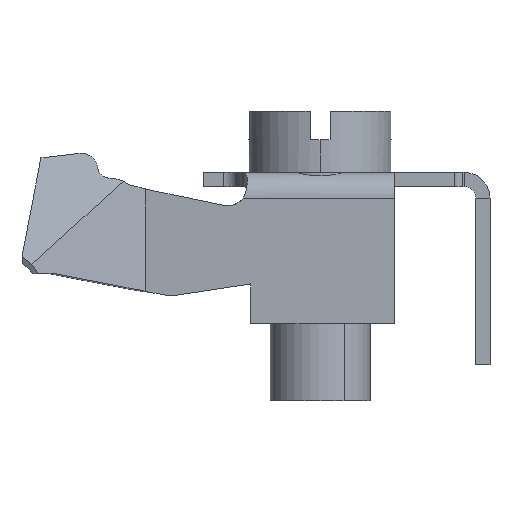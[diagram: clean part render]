
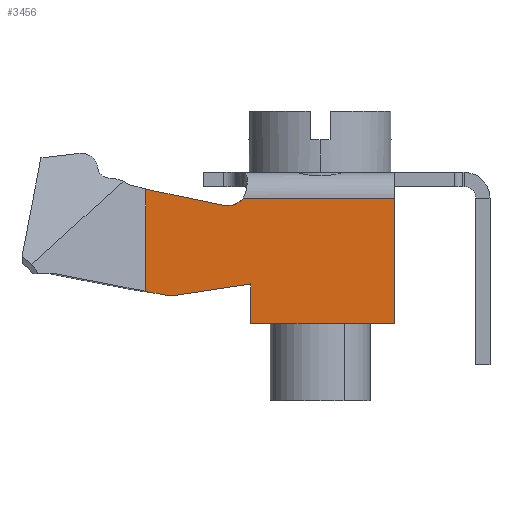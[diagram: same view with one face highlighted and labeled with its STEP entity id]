
A CAD part, front view. The second image highlights one B-rep face of the part: STEP entity #3456.
In plain terms, the highlighted planar face has unit normal (0, -1, 0).
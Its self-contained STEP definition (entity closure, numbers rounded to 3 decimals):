
#3363=AXIS2_PLACEMENT_3D('Plane Axis2P3D',#3360,#3361,#3362) ;
#2866=CARTESIAN_POINT('Vertex',(7.744,1.801,7.1)) ;
#2869=CARTESIAN_POINT('Line Origine',(11.611,1.801,7.1)) ;
#2873=CARTESIAN_POINT('Vertex',(13.038,1.801,7.1)) ;
#3360=CARTESIAN_POINT('Axis2P3D Location',(10.438,1.801,9.487)) ;
#3366=CARTESIAN_POINT('Control Point',(7.052,1.801,6.849)) ;
#3367=CARTESIAN_POINT('Control Point',(4.548,1.801,7.373)) ;
#3368=CARTESIAN_POINT('Vertex',(7.052,1.801,6.849)) ;
#3370=CARTESIAN_POINT('Vertex',(4.548,1.801,7.373)) ;
#3374=CARTESIAN_POINT('Control Point',(4.548,1.801,7.373)) ;
#3375=CARTESIAN_POINT('Control Point',(4.477,1.801,7.39)) ;
#3376=CARTESIAN_POINT('Control Point',(4.406,1.801,7.407)) ;
#3377=CARTESIAN_POINT('Control Point',(4.333,1.801,7.424)) ;
#3378=CARTESIAN_POINT('Vertex',(4.333,1.801,7.424)) ;
#3381=CARTESIAN_POINT('Line Origine',(4.333,1.801,6.094)) ;
#3385=CARTESIAN_POINT('Vertex',(4.333,1.801,3.834)) ;
#3389=CARTESIAN_POINT('Control Point',(4.548,1.801,3.79)) ;
#3390=CARTESIAN_POINT('Control Point',(4.477,1.801,3.805)) ;
#3391=CARTESIAN_POINT('Control Point',(4.406,1.801,3.82)) ;
#3392=CARTESIAN_POINT('Control Point',(4.333,1.801,3.834)) ;
#3393=CARTESIAN_POINT('Vertex',(4.548,1.801,3.79)) ;
#3397=CARTESIAN_POINT('Control Point',(4.548,1.801,3.79)) ;
#3398=CARTESIAN_POINT('Control Point',(5.055,1.801,3.701)) ;
#3399=CARTESIAN_POINT('Vertex',(5.055,1.801,3.701)) ;
#3403=CARTESIAN_POINT('Control Point',(5.055,1.801,3.701)) ;
#3404=CARTESIAN_POINT('Control Point',(5.162,1.801,3.682)) ;
#3405=CARTESIAN_POINT('Control Point',(5.272,1.801,3.681)) ;
#3406=CARTESIAN_POINT('Control Point',(5.379,1.801,3.697)) ;
#3407=CARTESIAN_POINT('Vertex',(5.379,1.801,3.697)) ;
#3411=CARTESIAN_POINT('Control Point',(5.379,1.801,3.697)) ;
#3412=CARTESIAN_POINT('Control Point',(8.013,1.801,4.097)) ;
#3413=CARTESIAN_POINT('Vertex',(8.013,1.801,4.097)) ;
#3416=CARTESIAN_POINT('Line Origine',(8.013,1.801,6.094)) ;
#3420=CARTESIAN_POINT('Vertex',(8.013,1.801,2.7)) ;
#3423=CARTESIAN_POINT('Line Origine',(7.581,1.801,2.7)) ;
#3427=CARTESIAN_POINT('Vertex',(13.038,1.801,2.7)) ;
#3430=CARTESIAN_POINT('Line Origine',(13.038,1.801,6.094)) ;
#3436=CARTESIAN_POINT('Control Point',(7.052,1.801,6.849)) ;
#3437=CARTESIAN_POINT('Control Point',(7.241,1.801,6.809)) ;
#3438=CARTESIAN_POINT('Control Point',(7.447,1.801,6.84)) ;
#3439=CARTESIAN_POINT('Control Point',(7.624,1.801,6.948)) ;
#3440=CARTESIAN_POINT('Control Point',(7.744,1.801,7.1)) ;
#2870=DIRECTION('Vector Direction',(1.,0.,0.)) ;
#3361=DIRECTION('Axis2P3D Direction',(0.,-1.,0.)) ;
#3362=DIRECTION('Axis2P3D XDirection',(0.,0.,1.)) ;
#3382=DIRECTION('Vector Direction',(0.,0.,1.)) ;
#3417=DIRECTION('Vector Direction',(0.,0.,1.)) ;
#3424=DIRECTION('Vector Direction',(-1.,0.,0.)) ;
#3431=DIRECTION('Vector Direction',(0.,0.,1.)) ;
#2871=VECTOR('Line Direction',#2870,1.) ;
#3383=VECTOR('Line Direction',#3382,1.) ;
#3418=VECTOR('Line Direction',#3417,1.) ;
#3425=VECTOR('Line Direction',#3424,1.) ;
#3432=VECTOR('Line Direction',#3431,1.) ;
#3443=ORIENTED_EDGE('',*,*,#3372,.T.) ;
#3444=ORIENTED_EDGE('',*,*,#3380,.T.) ;
#3445=ORIENTED_EDGE('',*,*,#3387,.F.) ;
#3446=ORIENTED_EDGE('',*,*,#3395,.F.) ;
#3447=ORIENTED_EDGE('',*,*,#3401,.T.) ;
#3448=ORIENTED_EDGE('',*,*,#3409,.T.) ;
#3449=ORIENTED_EDGE('',*,*,#3415,.T.) ;
#3450=ORIENTED_EDGE('',*,*,#3422,.T.) ;
#3451=ORIENTED_EDGE('',*,*,#3429,.T.) ;
#3452=ORIENTED_EDGE('',*,*,#3434,.T.) ;
#3453=ORIENTED_EDGE('',*,*,#2875,.F.) ;
#3454=ORIENTED_EDGE('',*,*,#3441,.F.) ;
#3456=ADVANCED_FACE('Hauptk\X2\00F6\X0\rper',(#3455),#3364,.T.) ;
#3365=B_SPLINE_CURVE_WITH_KNOTS('',1,(#3366,#3367),.UNSPECIFIED.,.F.,.U.,(2,2),(-1.389,1.169),.UNSPECIFIED.) ;
#3373=B_SPLINE_CURVE_WITH_KNOTS('',3,(#3374,#3375,#3376,#3377),.UNSPECIFIED.,.F.,.U.,(4,4),(5.567,5.904),.UNSPECIFIED.) ;
#3388=B_SPLINE_CURVE_WITH_KNOTS('',3,(#3389,#3390,#3391,#3392),.UNSPECIFIED.,.F.,.U.,(4,4),(5.735,6.069),.UNSPECIFIED.) ;
#3396=B_SPLINE_CURVE_WITH_KNOTS('',1,(#3397,#3398),.UNSPECIFIED.,.F.,.U.,(2,2),(-0.148,0.367),.UNSPECIFIED.) ;
#3402=B_SPLINE_CURVE_WITH_KNOTS('',3,(#3403,#3404,#3405,#3406),.UNSPECIFIED.,.F.,.U.,(4,4),(2.967,3.292),.UNSPECIFIED.) ;
#3410=B_SPLINE_CURVE_WITH_KNOTS('',1,(#3411,#3412),.UNSPECIFIED.,.F.,.U.,(2,2),(-1.434,1.231),.UNSPECIFIED.) ;
#3435=B_SPLINE_CURVE_WITH_KNOTS('',4,(#3436,#3437,#3438,#3439,#3440),.UNSPECIFIED.,.F.,.U.,(5,5),(2.055,2.831),.UNSPECIFIED.) ;
#2875=EDGE_CURVE('',#2867,#2874,#2872,.T.) ;
#3372=EDGE_CURVE('',#3369,#3371,#3365,.T.) ;
#3380=EDGE_CURVE('',#3371,#3379,#3373,.T.) ;
#3387=EDGE_CURVE('',#3386,#3379,#3384,.T.) ;
#3395=EDGE_CURVE('',#3394,#3386,#3388,.T.) ;
#3401=EDGE_CURVE('',#3394,#3400,#3396,.T.) ;
#3409=EDGE_CURVE('',#3400,#3408,#3402,.T.) ;
#3415=EDGE_CURVE('',#3408,#3414,#3410,.T.) ;
#3422=EDGE_CURVE('',#3414,#3421,#3419,.F.) ;
#3429=EDGE_CURVE('',#3421,#3428,#3426,.F.) ;
#3434=EDGE_CURVE('',#3428,#2874,#3433,.T.) ;
#3441=EDGE_CURVE('',#3369,#2867,#3435,.T.) ;
#3442=EDGE_LOOP('',(#3443,#3444,#3445,#3446,#3447,#3448,#3449,#3450,#3451,#3452,#3453,#3454)) ;
#3455=FACE_OUTER_BOUND('',#3442,.T.) ;
#2872=LINE('Line',#2869,#2871) ;
#3384=LINE('Line',#3381,#3383) ;
#3419=LINE('Line',#3416,#3418) ;
#3426=LINE('Line',#3423,#3425) ;
#3433=LINE('Line',#3430,#3432) ;
#3364=PLANE('',#3363) ;
#2867=VERTEX_POINT('',#2866) ;
#2874=VERTEX_POINT('',#2873) ;
#3369=VERTEX_POINT('',#3368) ;
#3371=VERTEX_POINT('',#3370) ;
#3379=VERTEX_POINT('',#3378) ;
#3386=VERTEX_POINT('',#3385) ;
#3394=VERTEX_POINT('',#3393) ;
#3400=VERTEX_POINT('',#3399) ;
#3408=VERTEX_POINT('',#3407) ;
#3414=VERTEX_POINT('',#3413) ;
#3421=VERTEX_POINT('',#3420) ;
#3428=VERTEX_POINT('',#3427) ;
